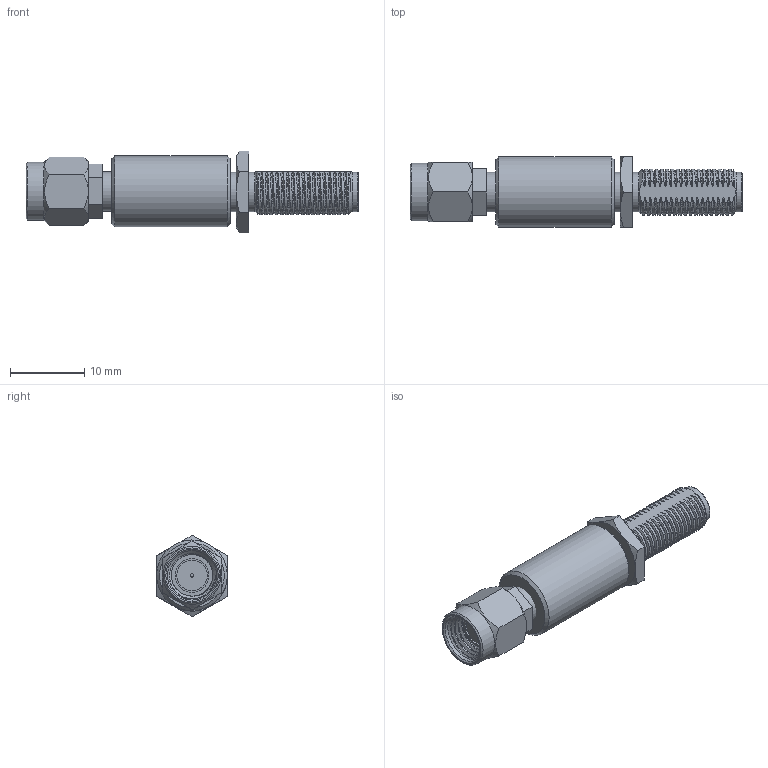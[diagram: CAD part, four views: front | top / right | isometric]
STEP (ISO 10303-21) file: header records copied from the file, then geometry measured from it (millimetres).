
FILE_DESCRIPTION(/* description */ (''),/* implementation_level */ '2;1');
FILE_NAME(/* name */ 'cr110_filter_malefemale v2.step',/* time_stamp */ '2022-07-24T11:56:21-04:00',/* author */ (''),/* organization */ (''),/* preprocessor_version */ 'ST-DEVELOPER v18.1',/* originating_system */ 'Autodesk Translation Framework v10.14.0.1471',/* authorisation */ '');
FILE_SCHEMA (('AUTOMOTIVE_DESIGN { 1 0 10303 214 3 1 1 }'));
Length unit declared in the file: millimetre
Products named in the file (6): cr110_filter_malefemale; BD11ACS01A; SMA7471B1-2T-50; SMA7910-3; LW-102X65X05; HN8-1X4-36X16
Assembly tree (6 placements, depth 2):
  cr110_filter_malefemale
    BD11ACS01A
    SMA7471B1-2T-50  x2
    SMA7910-3
    LW-102X65X05
    HN8-1X4-36X16
Bounding box: 44.74 x 9.54 x 10.97 mm (x, y, z)
Volume: 1991.5 mm3; surface area: 2443.5 mm2
Topology: 6 solids, 6 shells, 226 faces, 585 edges, 376 vertices
Faces by surface type: bspline 72, plane 68, cylinder 56, cone 30
Full cylindrical faces by diameter (mm): 0.457 x1, 0.95 x2, 1.27 x4, 1.6 x1, 3.65 x1, 3.9 x2, 4.1 x7, 4.56 x1, 4.65 x1, 4.8 x1, 5.33 x3, 5.334 x1, 5.6 x2, 6.26 x1, 6.5 x1, 6.65 x3, 7.3 x1, 7.8 x1, 9.525 x1
Entity records: 22859 total; most frequent: CARTESIAN_POINT 17797, ORIENTED_EDGE 1156, DIRECTION 798, EDGE_CURVE 578, VERTEX_POINT 373, AXIS2_PLACEMENT_3D 294, EDGE_LOOP 247, FACE_OUTER_BOUND 222
